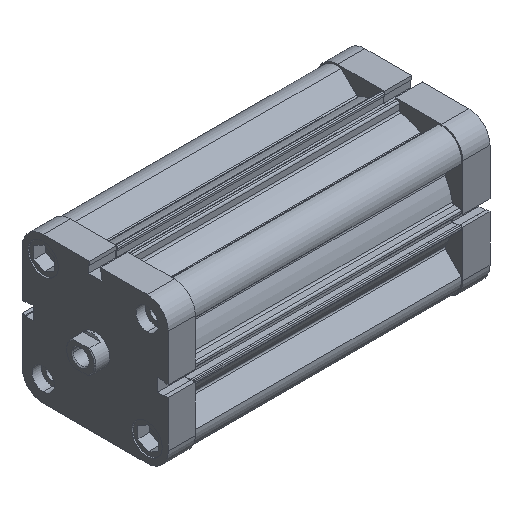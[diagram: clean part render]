
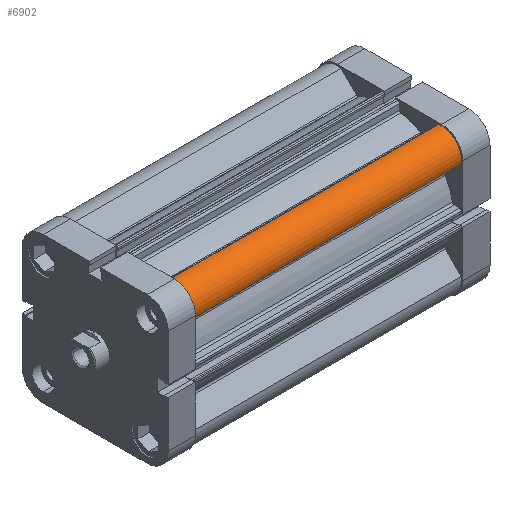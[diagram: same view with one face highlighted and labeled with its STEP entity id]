
A CAD part, isometric view. The second image highlights one B-rep face of the part: STEP entity #6902.
In plain terms, the highlighted cylindrical face has radius 10.75 mm (diameter 21.5 mm), a partial arc.
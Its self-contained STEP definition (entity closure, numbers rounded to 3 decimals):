
#559 = CYLINDRICAL_SURFACE ( 'NONE', #9609, 10.75 ) ;
#562 = FACE_OUTER_BOUND ( 'NONE', #7809, .T. ) ;
#1000 = LINE ( 'NONE', #2065, #1001 ) ;
#1001 = VECTOR ( 'NONE', #2066, 1000. ) ;
#1009 = LINE ( 'NONE', #2077, #1014 ) ;
#1014 = VECTOR ( 'NONE', #2080, 1000. ) ;
#1092 = CIRCLE ( 'NONE', #9820, 10.75 ) ;
#1261 = CIRCLE ( 'NONE', #9872, 10.75 ) ;
#2065 = CARTESIAN_POINT ( 'NONE',  ( 26.479, -38.853, 145.5 ) ) ;
#2066 = DIRECTION ( 'NONE',  ( 0., 0., -1. ) ) ;
#2077 = CARTESIAN_POINT ( 'NONE',  ( 38.853, -26.479, 145.5 ) ) ;
#2080 = DIRECTION ( 'NONE',  ( 0., 0., -1. ) ) ;
#2185 = CARTESIAN_POINT ( 'NONE',  ( 28.25, -28.25, 0. ) ) ;
#2196 = DIRECTION ( 'NONE',  ( 0., 0., 1. ) ) ;
#2197 = DIRECTION ( 'NONE',  ( -1., 0., 0. ) ) ;
#2462 = CARTESIAN_POINT ( 'NONE',  ( 28.25, -28.25, 145.5 ) ) ;
#2471 = DIRECTION ( 'NONE',  ( 0., 0., 1. ) ) ;
#2472 = DIRECTION ( 'NONE',  ( -1., 0., 0. ) ) ;
#4697 = VERTEX_POINT ( 'NONE', #5093 ) ;
#4718 = VERTEX_POINT ( 'NONE', #5114 ) ;
#4845 = VERTEX_POINT ( 'NONE', #5241 ) ;
#4856 = VERTEX_POINT ( 'NONE', #5252 ) ;
#5093 = CARTESIAN_POINT ( 'NONE',  ( 38.853, -26.479, 0. ) ) ;
#5114 = CARTESIAN_POINT ( 'NONE',  ( 26.479, -38.853, 145.5 ) ) ;
#5241 = CARTESIAN_POINT ( 'NONE',  ( 38.853, -26.479, 145.5 ) ) ;
#5252 = CARTESIAN_POINT ( 'NONE',  ( 26.479, -38.853, 0. ) ) ;
#6119 = DIRECTION ( 'NONE',  ( 0., 0., -1. ) ) ;
#6122 = DIRECTION ( 'NONE',  ( -1., 0., 0. ) ) ;
#6127 = CARTESIAN_POINT ( 'NONE',  ( 28.25, -28.25, 145.5 ) ) ;
#6902 = ADVANCED_FACE ( 'NONE', ( #562 ), #559, .T. ) ;
#7368 = ORIENTED_EDGE ( 'NONE', *, *, #8693, .T. ) ;
#7369 = ORIENTED_EDGE ( 'NONE', *, *, #8859, .F. ) ;
#7370 = ORIENTED_EDGE ( 'NONE', *, *, #8700, .F. ) ;
#7371 = ORIENTED_EDGE ( 'NONE', *, *, #8748, .T. ) ;
#7809 = EDGE_LOOP ( 'NONE', ( #7371, #7370, #7369, #7368 ) ) ;
#8693 = EDGE_CURVE ( 'NONE', #4718, #4856, #1000, .T. ) ;
#8700 = EDGE_CURVE ( 'NONE', #4845, #4697, #1009, .T. ) ;
#8748 = EDGE_CURVE ( 'NONE', #4856, #4697, #1092, .T. ) ;
#8859 = EDGE_CURVE ( 'NONE', #4718, #4845, #1261, .T. ) ;
#9609 = AXIS2_PLACEMENT_3D ( 'NONE', #6127, #6119, #6122 ) ;
#9820 = AXIS2_PLACEMENT_3D ( 'NONE', #2185, #2196, #2197 ) ;
#9872 = AXIS2_PLACEMENT_3D ( 'NONE', #2462, #2471, #2472 ) ;
